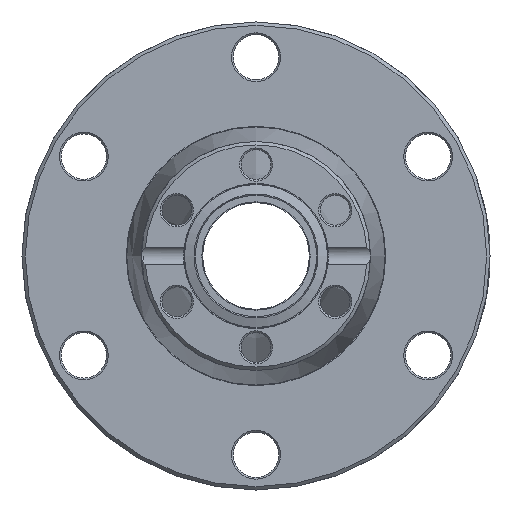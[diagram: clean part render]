
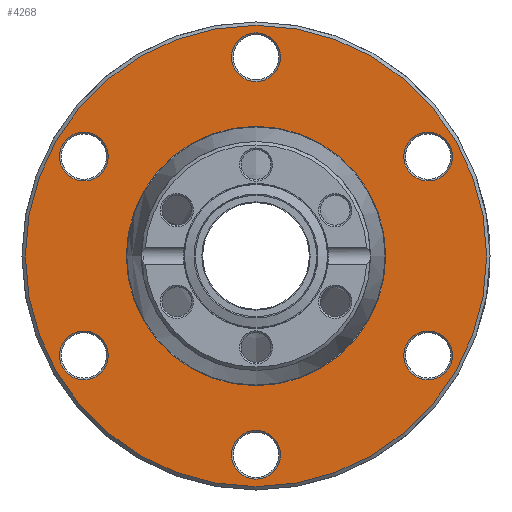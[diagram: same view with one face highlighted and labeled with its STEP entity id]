
A CAD part, front view. The second image highlights one B-rep face of the part: STEP entity #4268.
In plain terms, the highlighted planar face has unit normal (0, -1, 0).
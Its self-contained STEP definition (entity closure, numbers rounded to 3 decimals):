
#859=PLANE('',#4650);
#960=FACE_BOUND('',#1350,.T.);
#961=FACE_BOUND('',#1351,.T.);
#962=FACE_BOUND('',#1352,.T.);
#963=FACE_BOUND('',#1353,.T.);
#964=FACE_BOUND('',#1354,.T.);
#965=FACE_BOUND('',#1355,.T.);
#966=FACE_BOUND('',#1356,.T.);
#1076=FACE_OUTER_BOUND('',#1349,.T.);
#1349=EDGE_LOOP('',(#2981));
#1350=EDGE_LOOP('',(#2982));
#1351=EDGE_LOOP('',(#2983));
#1352=EDGE_LOOP('',(#2984));
#1353=EDGE_LOOP('',(#2985));
#1354=EDGE_LOOP('',(#2986));
#1355=EDGE_LOOP('',(#2987));
#1356=EDGE_LOOP('',(#2988));
#1735=CIRCLE('',#4648,34.05);
#1737=CIRCLE('',#4651,3.6);
#1738=CIRCLE('',#4652,3.6);
#1739=CIRCLE('',#4653,3.6);
#1740=CIRCLE('',#4654,19.15);
#1741=CIRCLE('',#4655,3.6);
#1742=CIRCLE('',#4656,3.6);
#1743=CIRCLE('',#4657,3.6);
#1907=VERTEX_POINT('',#6127);
#1909=VERTEX_POINT('',#6132);
#1910=VERTEX_POINT('',#6134);
#1911=VERTEX_POINT('',#6136);
#1912=VERTEX_POINT('',#6138);
#1913=VERTEX_POINT('',#6140);
#1914=VERTEX_POINT('',#6142);
#1915=VERTEX_POINT('',#6144);
#2353=EDGE_CURVE('',#1907,#1907,#1735,.T.);
#2355=EDGE_CURVE('',#1909,#1909,#1737,.T.);
#2356=EDGE_CURVE('',#1910,#1910,#1738,.T.);
#2357=EDGE_CURVE('',#1911,#1911,#1739,.T.);
#2358=EDGE_CURVE('',#1912,#1912,#1740,.T.);
#2359=EDGE_CURVE('',#1913,#1913,#1741,.T.);
#2360=EDGE_CURVE('',#1914,#1914,#1742,.T.);
#2361=EDGE_CURVE('',#1915,#1915,#1743,.T.);
#2981=ORIENTED_EDGE('',*,*,#2353,.F.);
#2982=ORIENTED_EDGE('',*,*,#2355,.F.);
#2983=ORIENTED_EDGE('',*,*,#2356,.F.);
#2984=ORIENTED_EDGE('',*,*,#2357,.F.);
#2985=ORIENTED_EDGE('',*,*,#2358,.T.);
#2986=ORIENTED_EDGE('',*,*,#2359,.F.);
#2987=ORIENTED_EDGE('',*,*,#2360,.F.);
#2988=ORIENTED_EDGE('',*,*,#2361,.F.);
#4268=ADVANCED_FACE('',(#1076,#960,#961,#962,#963,#964,#965,#966),#859,
 .T.);
#4648=AXIS2_PLACEMENT_3D('',#6128,#5070,#5071);
#4650=AXIS2_PLACEMENT_3D('',#6131,#5074,#5075);
#4651=AXIS2_PLACEMENT_3D('',#6133,#5076,#5077);
#4652=AXIS2_PLACEMENT_3D('',#6135,#5078,#5079);
#4653=AXIS2_PLACEMENT_3D('',#6137,#5080,#5081);
#4654=AXIS2_PLACEMENT_3D('',#6139,#5082,#5083);
#4655=AXIS2_PLACEMENT_3D('',#6141,#5084,#5085);
#4656=AXIS2_PLACEMENT_3D('',#6143,#5086,#5087);
#4657=AXIS2_PLACEMENT_3D('',#6145,#5088,#5089);
#5070=DIRECTION('center_axis',(0.,1.,0.));
#5071=DIRECTION('ref_axis',(1.,0.,0.));
#5074=DIRECTION('center_axis',(0.,-1.,0.));
#5075=DIRECTION('ref_axis',(0.,0.,-1.));
#5076=DIRECTION('center_axis',(0.,-1.,0.));
#5077=DIRECTION('ref_axis',(0.5,0.,0.866));
#5078=DIRECTION('center_axis',(0.,-1.,0.));
#5079=DIRECTION('ref_axis',(-1.,0.,0.));
#5080=DIRECTION('center_axis',(0.,-1.,0.));
#5081=DIRECTION('ref_axis',(0.5,0.,-0.866));
#5082=DIRECTION('center_axis',(0.,1.,0.));
#5083=DIRECTION('ref_axis',(1.,0.,0.));
#5084=DIRECTION('center_axis',(0.,-1.,0.));
#5085=DIRECTION('ref_axis',(1.,0.,0.));
#5086=DIRECTION('center_axis',(0.,-1.,0.));
#5087=DIRECTION('ref_axis',(-0.5,0.,-0.866));
#5088=DIRECTION('center_axis',(0.,-1.,0.));
#5089=DIRECTION('ref_axis',(-0.5,0.,0.866));
#6127=CARTESIAN_POINT('',(-34.05,0.,0.));
#6128=CARTESIAN_POINT('Origin',(0.,0.,0.));
#6131=CARTESIAN_POINT('Origin',(-34.55,0.,0.));
#6132=CARTESIAN_POINT('',(23.618,0.,-17.793));
#6133=CARTESIAN_POINT('Origin',(25.418,0.,-14.675));
#6134=CARTESIAN_POINT('',(3.6,0.,29.35));
#6135=CARTESIAN_POINT('Origin',(0.,0.,29.35));
#6136=CARTESIAN_POINT('',(-27.218,0.,-11.557));
#6137=CARTESIAN_POINT('Origin',(-25.418,0.,-14.675));
#6138=CARTESIAN_POINT('',(-19.15,0.,0.));
#6139=CARTESIAN_POINT('Origin',(0.,0.,0.));
#6140=CARTESIAN_POINT('',(-3.6,0.,-29.35));
#6141=CARTESIAN_POINT('Origin',(0.,0.,-29.35));
#6142=CARTESIAN_POINT('',(-23.618,0.,17.793));
#6143=CARTESIAN_POINT('Origin',(-25.418,0.,14.675));
#6144=CARTESIAN_POINT('',(27.218,0.,11.557));
#6145=CARTESIAN_POINT('Origin',(25.418,0.,14.675));
